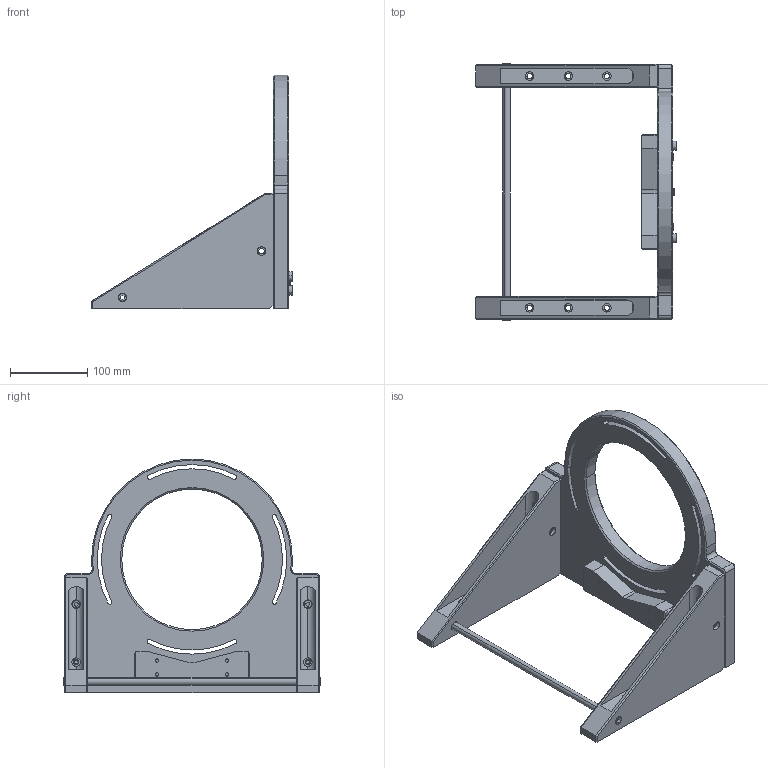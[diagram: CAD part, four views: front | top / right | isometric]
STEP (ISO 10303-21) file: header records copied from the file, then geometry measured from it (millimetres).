
FILE_DESCRIPTION (( 'STEP AP203' ), '1' );
FILE_NAME ('DP23190-C_CMHO192R.step', '2021-11-12T13:28:05', ( '' ), ( '' ), 'SwSTEP 2.0', 'SolidWorks 2021', '' );
FILE_SCHEMA (( 'CONFIG_CONTROL_DESIGN' ));
Length unit declared in the file: millimetre
Products named in the file (1): DP23190-C_CMHO192R
Bounding box: 260 x 332 x 303.07 mm (x, y, z)
Surface area: 343622.8 mm2 (no closed solid volume)
Topology: 0 solids, 26 shells, 308 faces, 857 edges, 583 vertices
Faces by surface type: plane 135, cylinder 123, cone 32, torus 18
Entity records: 10384 total; most frequent: CARTESIAN_POINT 2093, DIRECTION 1852, ORIENTED_EDGE 1488, EDGE_CURVE 857, AXIS2_PLACEMENT_3D 702, VERTEX_POINT 583, LINE 448, VECTOR 448
